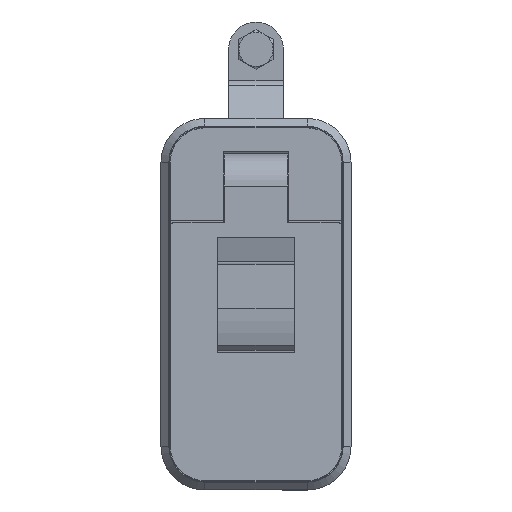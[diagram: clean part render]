
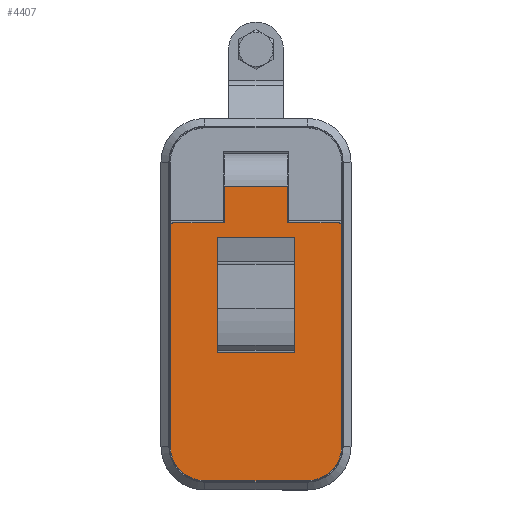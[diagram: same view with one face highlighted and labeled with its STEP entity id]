
A CAD part, top view. The second image highlights one B-rep face of the part: STEP entity #4407.
In plain terms, the highlighted face is planar.
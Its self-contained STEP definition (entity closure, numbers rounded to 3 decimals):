
#305 = CARTESIAN_POINT ( 'NONE',  ( 24., -10.7, -9.5 ) ) ;
#541 = DIRECTION ( 'NONE',  ( 1., 0., 0. ) ) ;
#570 = CARTESIAN_POINT ( 'NONE',  ( -15., -86., -9.5 ) ) ;
#645 = VERTEX_POINT ( 'NONE', #14166 ) ;
#725 = ORIENTED_EDGE ( 'NONE', *, *, #3401, .T. ) ;
#799 = CARTESIAN_POINT ( 'NONE',  ( -24., -10.7, -9.5 ) ) ;
#813 = CARTESIAN_POINT ( 'NONE',  ( -11.25, -48.5, -9.5 ) ) ;
#1248 = DIRECTION ( 'NONE',  ( 0., 1., 0. ) ) ;
#1270 = VECTOR ( 'NONE', #7652, 1000. ) ;
#1285 = EDGE_CURVE ( 'NONE', #14606, #5299, #7166, .T. ) ;
#1362 = CARTESIAN_POINT ( 'NONE',  ( 9.25, 0., -9.5 ) ) ;
#1375 = VECTOR ( 'NONE', #7919, 1000. ) ;
#1399 = EDGE_CURVE ( 'NONE', #13860, #2778, #3907, .T. ) ;
#1632 = CARTESIAN_POINT ( 'NONE',  ( 25., -76., -9.5 ) ) ;
#1723 = DIRECTION ( 'NONE',  ( 0., 1., 0. ) ) ;
#1782 = DIRECTION ( 'NONE',  ( 0., 1., 0. ) ) ;
#1881 = ORIENTED_EDGE ( 'NONE', *, *, #5488, .T. ) ;
#2022 = LINE ( 'NONE', #13424, #4366 ) ;
#2214 = CARTESIAN_POINT ( 'NONE',  ( -11.25, -15., -9.5 ) ) ;
#2421 = CARTESIAN_POINT ( 'NONE',  ( 11.25, -48.5, -9.5 ) ) ;
#2778 = VERTEX_POINT ( 'NONE', #13556 ) ;
#2950 = DIRECTION ( 'NONE',  ( 0., 0., -1. ) ) ;
#2953 = EDGE_CURVE ( 'NONE', #10357, #4031, #15707, .T. ) ;
#2968 = DIRECTION ( 'NONE',  ( 0., 1., 0. ) ) ;
#3073 = LINE ( 'NONE', #1362, #3079 ) ;
#3079 = VECTOR ( 'NONE', #16127, 1000. ) ;
#3105 = AXIS2_PLACEMENT_3D ( 'NONE', #4625, #2950, #1248 ) ;
#3245 = VERTEX_POINT ( 'NONE', #570 ) ;
#3401 = EDGE_CURVE ( 'NONE', #4031, #12428, #10590, .T. ) ;
#3424 = CARTESIAN_POINT ( 'NONE',  ( 11.25, -48.5, -9.5 ) ) ;
#3481 = CARTESIAN_POINT ( 'NONE',  ( -25., -11.7, -9.5 ) ) ;
#3712 = EDGE_CURVE ( 'NONE', #645, #14112, #9968, .T. ) ;
#3755 = DIRECTION ( 'NONE',  ( 0., -1., 0. ) ) ;
#3813 = DIRECTION ( 'NONE',  ( 1., 0., 0. ) ) ;
#3907 = LINE ( 'NONE', #2214, #5601 ) ;
#4031 = VERTEX_POINT ( 'NONE', #799 ) ;
#4219 = EDGE_CURVE ( 'NONE', #15048, #13860, #12364, .T. ) ;
#4366 = VECTOR ( 'NONE', #11729, 1000. ) ;
#4407 = ADVANCED_FACE ( 'NONE', ( #12143, #12996 ), #10483, .F. ) ;
#4625 = CARTESIAN_POINT ( 'NONE',  ( 24., -11.7, -9.5 ) ) ;
#4638 = DIRECTION ( 'NONE',  ( 0., 0., -1. ) ) ;
#4648 = ORIENTED_EDGE ( 'NONE', *, *, #1285, .T. ) ;
#4927 = AXIS2_PLACEMENT_3D ( 'NONE', #7110, #5447, #3755 ) ;
#5118 = ORIENTED_EDGE ( 'NONE', *, *, #1399, .F. ) ;
#5155 = LINE ( 'NONE', #3481, #7548 ) ;
#5275 = ORIENTED_EDGE ( 'NONE', *, *, #3712, .T. ) ;
#5299 = VERTEX_POINT ( 'NONE', #305 ) ;
#5338 = DIRECTION ( 'NONE',  ( 0., -1., 0. ) ) ;
#5447 = DIRECTION ( 'NONE',  ( 0., 0., 1. ) ) ;
#5488 = EDGE_CURVE ( 'NONE', #3245, #15013, #9583, .T. ) ;
#5502 = CARTESIAN_POINT ( 'NONE',  ( 24., -10.7, -9.5 ) ) ;
#5522 = EDGE_CURVE ( 'NONE', #8249, #6091, #3073, .T. ) ;
#5601 = VECTOR ( 'NONE', #541, 1000. ) ;
#5810 = EDGE_CURVE ( 'NONE', #14112, #6079, #5871, .T. ) ;
#5871 = CIRCLE ( 'NONE', #6555, 10. ) ;
#5933 = ORIENTED_EDGE ( 'NONE', *, *, #8730, .T. ) ;
#6079 = VERTEX_POINT ( 'NONE', #13077 ) ;
#6091 = VERTEX_POINT ( 'NONE', #14364 ) ;
#6143 = DIRECTION ( 'NONE',  ( 0., 1., 0. ) ) ;
#6304 = CARTESIAN_POINT ( 'NONE',  ( 15., -76., -9.5 ) ) ;
#6555 = AXIS2_PLACEMENT_3D ( 'NONE', #6304, #4638, #2968 ) ;
#6614 = DIRECTION ( 'NONE',  ( 0., -1., 0. ) ) ;
#6706 = AXIS2_PLACEMENT_3D ( 'NONE', #8674, #7007, #5338 ) ;
#6924 = EDGE_CURVE ( 'NONE', #12428, #6091, #11039, .T. ) ;
#7007 = DIRECTION ( 'NONE',  ( 0., 0., -1. ) ) ;
#7110 = CARTESIAN_POINT ( 'NONE',  ( 9.25, 0., -9.5 ) ) ;
#7141 = CARTESIAN_POINT ( 'NONE',  ( -9.25, -10.7, -9.5 ) ) ;
#7166 = LINE ( 'NONE', #5502, #12264 ) ;
#7213 = DIRECTION ( 'NONE',  ( 1., 0., 0. ) ) ;
#7289 = EDGE_CURVE ( 'NONE', #6079, #3245, #2022, .T. ) ;
#7548 = VECTOR ( 'NONE', #1782, 1000. ) ;
#7632 = CARTESIAN_POINT ( 'NONE',  ( 9.25, -10.7, -9.5 ) ) ;
#7652 = DIRECTION ( 'NONE',  ( 0., 1., 0. ) ) ;
#7818 = CARTESIAN_POINT ( 'NONE',  ( 9.25, 0., -9.5 ) ) ;
#7863 = CIRCLE ( 'NONE', #3105, 1. ) ;
#7919 = DIRECTION ( 'NONE',  ( 1., 0., 0. ) ) ;
#8089 = ORIENTED_EDGE ( 'NONE', *, *, #2953, .T. ) ;
#8178 = VECTOR ( 'NONE', #7213, 1000. ) ;
#8249 = VERTEX_POINT ( 'NONE', #10920 ) ;
#8291 = CARTESIAN_POINT ( 'NONE',  ( 25., -11.7, -9.5 ) ) ;
#8531 = ORIENTED_EDGE ( 'NONE', *, *, #12243, .F. ) ;
#8674 = CARTESIAN_POINT ( 'NONE',  ( -24., -11.7, -9.5 ) ) ;
#8730 = EDGE_CURVE ( 'NONE', #15048, #16239, #11302, .T. ) ;
#8890 = CARTESIAN_POINT ( 'NONE',  ( 24., -10.7, -9.5 ) ) ;
#8989 = DIRECTION ( 'NONE',  ( 0., 1., 0. ) ) ;
#9259 = VECTOR ( 'NONE', #1723, 1000. ) ;
#9350 = CARTESIAN_POINT ( 'NONE',  ( -9.25, 0., -9.5 ) ) ;
#9355 = CARTESIAN_POINT ( 'NONE',  ( -11.25, -15., -9.5 ) ) ;
#9380 = EDGE_LOOP ( 'NONE', ( #8531, #4648, #9463, #5275, #10315, #16357, #1881, #10854, #8089, #725, #15197, #9434 ) ) ;
#9434 = ORIENTED_EDGE ( 'NONE', *, *, #5522, .F. ) ;
#9463 = ORIENTED_EDGE ( 'NONE', *, *, #13753, .T. ) ;
#9509 = LINE ( 'NONE', #7818, #10341 ) ;
#9583 = CIRCLE ( 'NONE', #11435, 10. ) ;
#9604 = CARTESIAN_POINT ( 'NONE',  ( -11.25, -48.5, -9.5 ) ) ;
#9615 = CARTESIAN_POINT ( 'NONE',  ( -25., -76., -9.5 ) ) ;
#9968 = LINE ( 'NONE', #8291, #15959 ) ;
#10033 = EDGE_CURVE ( 'NONE', #16239, #2778, #13515, .T. ) ;
#10176 = DIRECTION ( 'NONE',  ( 0., 1., 0. ) ) ;
#10315 = ORIENTED_EDGE ( 'NONE', *, *, #5810, .T. ) ;
#10341 = VECTOR ( 'NONE', #6143, 1000. ) ;
#10357 = VERTEX_POINT ( 'NONE', #14390 ) ;
#10483 = PLANE ( 'NONE',  #4927 ) ;
#10590 = LINE ( 'NONE', #8890, #8178 ) ;
#10682 = CARTESIAN_POINT ( 'NONE',  ( -11.25, -48.5, -9.5 ) ) ;
#10698 = EDGE_CURVE ( 'NONE', #15013, #10357, #5155, .T. ) ;
#10854 = ORIENTED_EDGE ( 'NONE', *, *, #10698, .T. ) ;
#10920 = CARTESIAN_POINT ( 'NONE',  ( 9.25, 0., -9.5 ) ) ;
#11039 = LINE ( 'NONE', #9350, #1270 ) ;
#11302 = LINE ( 'NONE', #9604, #1375 ) ;
#11435 = AXIS2_PLACEMENT_3D ( 'NONE', #13553, #11872, #10176 ) ;
#11729 = DIRECTION ( 'NONE',  ( -1., 0., 0. ) ) ;
#11872 = DIRECTION ( 'NONE',  ( 0., 0., -1. ) ) ;
#12143 = FACE_OUTER_BOUND ( 'NONE', #9380, .T. ) ;
#12243 = EDGE_CURVE ( 'NONE', #14606, #8249, #9509, .T. ) ;
#12264 = VECTOR ( 'NONE', #3813, 1000. ) ;
#12364 = LINE ( 'NONE', #10682, #12878 ) ;
#12428 = VERTEX_POINT ( 'NONE', #7141 ) ;
#12878 = VECTOR ( 'NONE', #8989, 1000. ) ;
#12996 = FACE_BOUND ( 'NONE', #15242, .T. ) ;
#13077 = CARTESIAN_POINT ( 'NONE',  ( 15., -86., -9.5 ) ) ;
#13424 = CARTESIAN_POINT ( 'NONE',  ( 15., -86., -9.5 ) ) ;
#13515 = LINE ( 'NONE', #3424, #9259 ) ;
#13553 = CARTESIAN_POINT ( 'NONE',  ( -15., -76., -9.5 ) ) ;
#13556 = CARTESIAN_POINT ( 'NONE',  ( 11.25, -15., -9.5 ) ) ;
#13753 = EDGE_CURVE ( 'NONE', #5299, #645, #7863, .T. ) ;
#13860 = VERTEX_POINT ( 'NONE', #9355 ) ;
#14112 = VERTEX_POINT ( 'NONE', #1632 ) ;
#14166 = CARTESIAN_POINT ( 'NONE',  ( 25., -11.7, -9.5 ) ) ;
#14364 = CARTESIAN_POINT ( 'NONE',  ( -9.25, 0., -9.5 ) ) ;
#14390 = CARTESIAN_POINT ( 'NONE',  ( -25., -11.7, -9.5 ) ) ;
#14606 = VERTEX_POINT ( 'NONE', #7632 ) ;
#15013 = VERTEX_POINT ( 'NONE', #9615 ) ;
#15048 = VERTEX_POINT ( 'NONE', #813 ) ;
#15197 = ORIENTED_EDGE ( 'NONE', *, *, #6924, .T. ) ;
#15242 = EDGE_LOOP ( 'NONE', ( #15800, #5933, #16368, #5118 ) ) ;
#15707 = CIRCLE ( 'NONE', #6706, 1. ) ;
#15800 = ORIENTED_EDGE ( 'NONE', *, *, #4219, .F. ) ;
#15959 = VECTOR ( 'NONE', #6614, 1000. ) ;
#16127 = DIRECTION ( 'NONE',  ( -1., 0., 0. ) ) ;
#16239 = VERTEX_POINT ( 'NONE', #2421 ) ;
#16357 = ORIENTED_EDGE ( 'NONE', *, *, #7289, .T. ) ;
#16368 = ORIENTED_EDGE ( 'NONE', *, *, #10033, .T. ) ;
